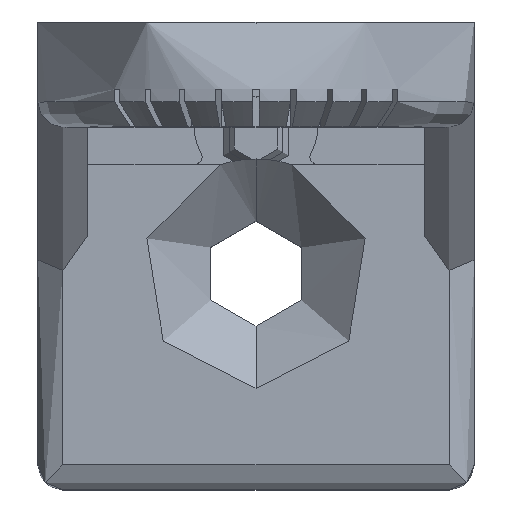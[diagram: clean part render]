
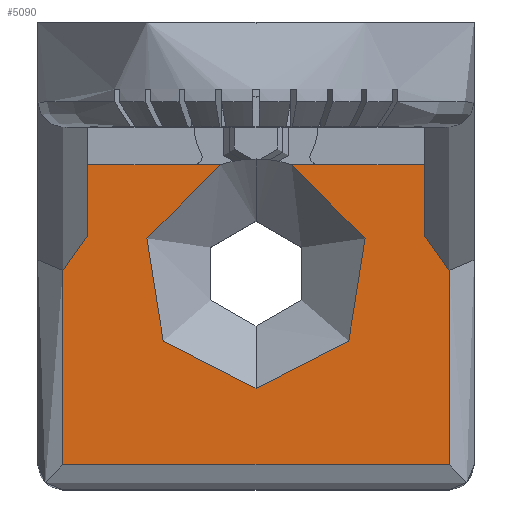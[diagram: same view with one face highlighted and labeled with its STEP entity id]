
A CAD part, top view. The second image highlights one B-rep face of the part: STEP entity #5090.
In plain terms, the highlighted planar face has unit normal (0, 0, 1).
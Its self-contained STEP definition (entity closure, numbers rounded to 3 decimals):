
#123 = ORIENTED_EDGE ( 'NONE', *, *, #5073, .T. ) ;
#175 = CARTESIAN_POINT ( 'NONE',  ( 0., -20.15, 8.4 ) ) ;
#211 = CARTESIAN_POINT ( 'NONE',  ( 15.5, -35.5, 8.4 ) ) ;
#214 =( BOUNDED_CURVE ( )  B_SPLINE_CURVE ( 3, ( #603, #4453, #1719, #6139 ),
 .UNSPECIFIED., .F., .F. ) 
 B_SPLINE_CURVE_WITH_KNOTS ( ( 4, 4 ),
 ( 4.712, 6.283 ),
 .UNSPECIFIED. ) 
 CURVE ( )  GEOMETRIC_REPRESENTATION_ITEM ( )  RATIONAL_B_SPLINE_CURVE ( ( 1., 0.805, 0.805, 1. ) ) 
 REPRESENTATION_ITEM ( '' )  );
#406 = DIRECTION ( 'NONE',  ( 0., -1., 0. ) ) ;
#431 = EDGE_CURVE ( 'NONE', #3581, #1849, #1722, .T. ) ;
#504 = EDGE_CURVE ( 'NONE', #5809, #3581, #1006, .T. ) ;
#603 = CARTESIAN_POINT ( 'NONE',  ( -13.5, -17.056, 8.4 ) ) ;
#724 = VERTEX_POINT ( 'NONE', #6146 ) ;
#814 = ORIENTED_EDGE ( 'NONE', *, *, #6132, .T. ) ;
#866 = AXIS2_PLACEMENT_3D ( 'NONE', #1700, #2724, #5555 ) ;
#1006 = LINE ( 'NONE', #3102, #2522 ) ;
#1270 = LINE ( 'NONE', #7008, #4595 ) ;
#1359 = LINE ( 'NONE', #4226, #4821 ) ;
#1455 = CIRCLE ( 'NONE', #1924, 9.205 ) ;
#1479 = CARTESIAN_POINT ( 'NONE',  ( -13.5, -11.4, 8.4 ) ) ;
#1508 = CARTESIAN_POINT ( 'NONE',  ( -17.5, -11.4, 8.4 ) ) ;
#1565 = CARTESIAN_POINT ( 'NONE',  ( 15.5, -19.884, 8.4 ) ) ;
#1611 = ORIENTED_EDGE ( 'NONE', *, *, #6065, .T. ) ;
#1666 = CARTESIAN_POINT ( 'NONE',  ( 0., -20.15, 8.4 ) ) ;
#1700 = CARTESIAN_POINT ( 'NONE',  ( -17.5, -37.5, 8.4 ) ) ;
#1719 = CARTESIAN_POINT ( 'NONE',  ( -14.328, -19.884, 8.4 ) ) ;
#1722 =( BOUNDED_CURVE ( )  B_SPLINE_CURVE ( 3, ( #1565, #5447, #3158, #2096 ),
 .UNSPECIFIED., .F., .F. ) 
 B_SPLINE_CURVE_WITH_KNOTS ( ( 4, 4 ),
 ( 0., 1.571 ),
 .UNSPECIFIED. ) 
 CURVE ( )  GEOMETRIC_REPRESENTATION_ITEM ( )  RATIONAL_B_SPLINE_CURVE ( ( 1., 0.805, 0.805, 1. ) ) 
 REPRESENTATION_ITEM ( '' )  );
#1751 = LINE ( 'NONE', #4111, #5988 ) ;
#1816 = DIRECTION ( 'NONE',  ( 0., 1., 0. ) ) ;
#1849 = VERTEX_POINT ( 'NONE', #4570 ) ;
#1924 = AXIS2_PLACEMENT_3D ( 'NONE', #175, #4584, #1816 ) ;
#1961 = EDGE_CURVE ( 'NONE', #1849, #2395, #1751, .T. ) ;
#2096 = CARTESIAN_POINT ( 'NONE',  ( 13.5, -17.056, 8.4 ) ) ;
#2323 = ORIENTED_EDGE ( 'NONE', *, *, #4405, .T. ) ;
#2387 = VERTEX_POINT ( 'NONE', #1479 ) ;
#2395 = VERTEX_POINT ( 'NONE', #4186 ) ;
#2449 = EDGE_CURVE ( 'NONE', #4187, #3733, #1270, .T. ) ;
#2459 = VECTOR ( 'NONE', #3499, 1000. ) ;
#2522 = VECTOR ( 'NONE', #5348, 1000. ) ;
#2541 = ORIENTED_EDGE ( 'NONE', *, *, #5168, .T. ) ;
#2649 = CARTESIAN_POINT ( 'NONE',  ( -17.5, -11.4, 8.4 ) ) ;
#2690 = CARTESIAN_POINT ( 'NONE',  ( -13.5, -17.056, 8.4 ) ) ;
#2724 = DIRECTION ( 'NONE',  ( 0., 0., 1. ) ) ;
#2842 = EDGE_CURVE ( 'NONE', #3733, #5809, #3743, .T. ) ;
#3094 = CARTESIAN_POINT ( 'NONE',  ( -2.859, -11.4, 8.4 ) ) ;
#3102 = CARTESIAN_POINT ( 'NONE',  ( 15.5, -22.95, 8.4 ) ) ;
#3158 = CARTESIAN_POINT ( 'NONE',  ( 13.5, -18.713, 8.4 ) ) ;
#3181 = EDGE_CURVE ( 'NONE', #5020, #4187, #214, .T. ) ;
#3241 = DIRECTION ( 'NONE',  ( -1., 0., 0. ) ) ;
#3282 = VECTOR ( 'NONE', #3241, 1000. ) ;
#3290 = DIRECTION ( 'NONE',  ( 0., 1., 0. ) ) ;
#3342 = AXIS2_PLACEMENT_3D ( 'NONE', #1666, #5534, #3290 ) ;
#3499 = DIRECTION ( 'NONE',  ( 1., 0., 0. ) ) ;
#3524 = CARTESIAN_POINT ( 'NONE',  ( 15.5, -19.884, 8.4 ) ) ;
#3581 = VERTEX_POINT ( 'NONE', #3524 ) ;
#3733 = VERTEX_POINT ( 'NONE', #4212 ) ;
#3743 = LINE ( 'NONE', #4034, #2459 ) ;
#3751 = VERTEX_POINT ( 'NONE', #3094 ) ;
#3915 = PLANE ( 'NONE',  #866 ) ;
#3949 = VERTEX_POINT ( 'NONE', #5556 ) ;
#4034 = CARTESIAN_POINT ( 'NONE',  ( 0., -35.5, 8.4 ) ) ;
#4111 = CARTESIAN_POINT ( 'NONE',  ( 13.5, -13.447, 8.4 ) ) ;
#4186 = CARTESIAN_POINT ( 'NONE',  ( 13.5, -11.4, 8.4 ) ) ;
#4187 = VERTEX_POINT ( 'NONE', #4716 ) ;
#4212 = CARTESIAN_POINT ( 'NONE',  ( -15.5, -35.5, 8.4 ) ) ;
#4226 = CARTESIAN_POINT ( 'NONE',  ( -13.5, -19.811, 8.4 ) ) ;
#4270 = ORIENTED_EDGE ( 'NONE', *, *, #1961, .T. ) ;
#4405 = EDGE_CURVE ( 'NONE', #3751, #2387, #5894, .T. ) ;
#4453 = CARTESIAN_POINT ( 'NONE',  ( -13.5, -18.713, 8.4 ) ) ;
#4482 = VECTOR ( 'NONE', #5440, 1000. ) ;
#4570 = CARTESIAN_POINT ( 'NONE',  ( 13.5, -17.056, 8.4 ) ) ;
#4584 = DIRECTION ( 'NONE',  ( 0., 0., -1. ) ) ;
#4595 = VECTOR ( 'NONE', #7059, 1000. ) ;
#4659 = DIRECTION ( 'NONE',  ( 0., 1., 0. ) ) ;
#4716 = CARTESIAN_POINT ( 'NONE',  ( -15.5, -19.884, 8.4 ) ) ;
#4744 = LINE ( 'NONE', #1508, #4482 ) ;
#4821 = VECTOR ( 'NONE', #406, 1000. ) ;
#5020 = VERTEX_POINT ( 'NONE', #2690 ) ;
#5029 = ORIENTED_EDGE ( 'NONE', *, *, #3181, .T. ) ;
#5073 = EDGE_CURVE ( 'NONE', #2395, #3949, #4744, .T. ) ;
#5090 = ADVANCED_FACE ( 'NONE', ( #7006 ), #3915, .T. ) ;
#5168 = EDGE_CURVE ( 'NONE', #3949, #724, #5265, .T. ) ;
#5247 = ORIENTED_EDGE ( 'NONE', *, *, #504, .T. ) ;
#5265 = CIRCLE ( 'NONE', #3342, 9.205 ) ;
#5348 = DIRECTION ( 'NONE',  ( 0., 1., 0. ) ) ;
#5440 = DIRECTION ( 'NONE',  ( -1., 0., 0. ) ) ;
#5447 = CARTESIAN_POINT ( 'NONE',  ( 14.328, -19.884, 8.4 ) ) ;
#5534 = DIRECTION ( 'NONE',  ( 0., 0., -1. ) ) ;
#5555 = DIRECTION ( 'NONE',  ( 0., -1., 0. ) ) ;
#5556 = CARTESIAN_POINT ( 'NONE',  ( 2.859, -11.4, 8.4 ) ) ;
#5809 = VERTEX_POINT ( 'NONE', #211 ) ;
#5894 = LINE ( 'NONE', #2649, #3282 ) ;
#5988 = VECTOR ( 'NONE', #4659, 1000. ) ;
#6065 = EDGE_CURVE ( 'NONE', #2387, #5020, #1359, .T. ) ;
#6132 = EDGE_CURVE ( 'NONE', #724, #3751, #1455, .T. ) ;
#6135 = ORIENTED_EDGE ( 'NONE', *, *, #431, .T. ) ;
#6136 = ORIENTED_EDGE ( 'NONE', *, *, #2449, .T. ) ;
#6139 = CARTESIAN_POINT ( 'NONE',  ( -15.5, -19.884, 8.4 ) ) ;
#6146 = CARTESIAN_POINT ( 'NONE',  ( 0., -29.355, 8.4 ) ) ;
#6199 = ORIENTED_EDGE ( 'NONE', *, *, #2842, .T. ) ;
#6276 = EDGE_LOOP ( 'NONE', ( #2541, #814, #2323, #1611, #5029, #6136, #6199, #5247, #6135, #4270, #123 ) ) ;
#7006 = FACE_OUTER_BOUND ( 'NONE', #6276, .T. ) ;
#7008 = CARTESIAN_POINT ( 'NONE',  ( -15.5, -22.95, 8.4 ) ) ;
#7059 = DIRECTION ( 'NONE',  ( 0., -1., 0. ) ) ;
